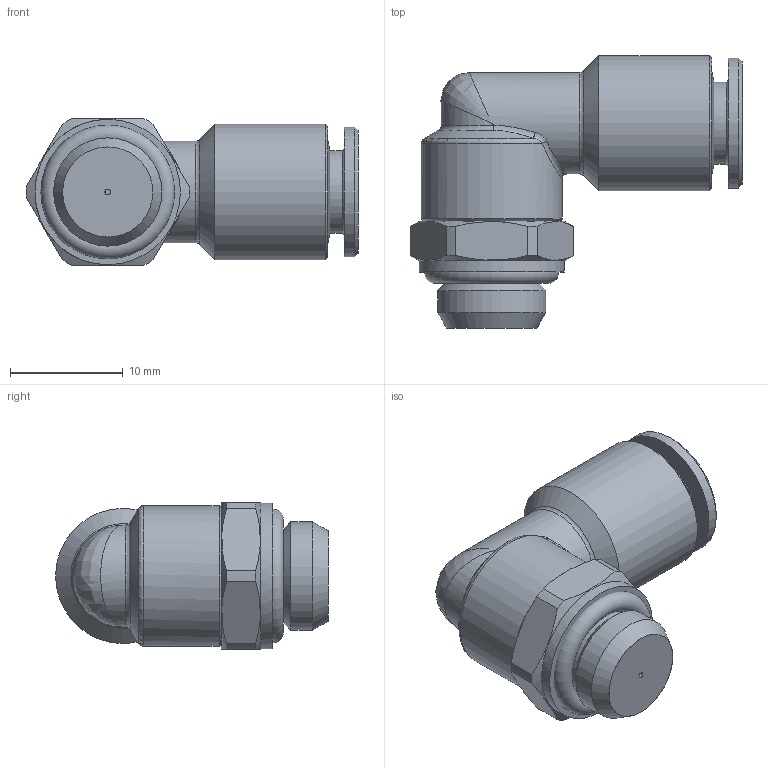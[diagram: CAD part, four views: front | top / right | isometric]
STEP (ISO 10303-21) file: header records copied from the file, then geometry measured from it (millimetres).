
FILE_DESCRIPTION(/* description */ ('STEP AP214'),/* implementation_level */ '2;1');
FILE_NAME(/* name */ '04340C31-05',/* time_stamp */ '2023-07-12T09:54:38+02:00',/* author */ ('License CC BY-ND 4.0'),/* organization */ ('CADENAS'),/* preprocessor_version */ 'ST-DEVELOPER v19.3',/* originating_system */ 'PARTsolutions',/* authorisation */ ' ');
FILE_SCHEMA (('AUTOMOTIVE_DESIGN {1 0 10303 214 3 1 1}'));
Length unit declared in the file: millimetre
Products named in the file (3): 04340C31-05; 04340C31-05_PART2; 04340C31-05_PART1
Assembly tree (2 placements, depth 2):
  04340C31-05
    04340C31-05_PART2
    04340C31-05_PART1
Bounding box: 29.45 x 24.2 x 13 mm (x, y, z)
Volume: 3470.7 mm3; surface area: 2283.2 mm2
Topology: 2 solids, 4 shells, 60 faces, 132 edges, 82 vertices
Faces by surface type: cylinder 20, plane 16, cone 14, bspline 6, torus 4
Full cylindrical faces by diameter (mm): 0.5 x1, 6.15 x1, 7.3 x1, 8 x1, 8.3 x1, 9 x1, 9.6 x1, 11.5 x1, 12 x1, 12.5 x1, 12.9 x1
Entity records: 2681 total; most frequent: CARTESIAN_POINT 1507, DIRECTION 222, ORIENTED_EDGE 192, AXIS2_PLACEMENT_3D 105, EDGE_CURVE 96, FACE_BOUND 89, EDGE_LOOP 88, VERTEX_POINT 73
